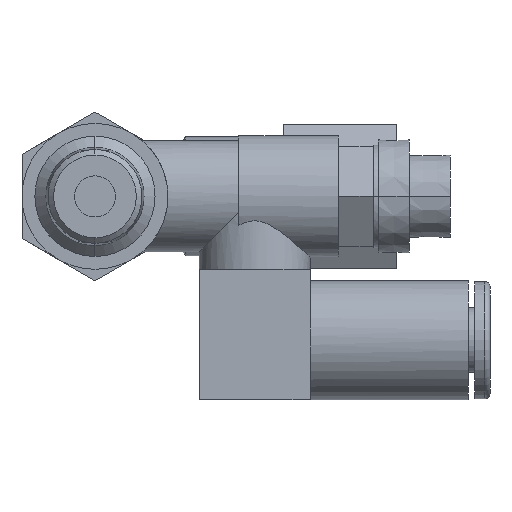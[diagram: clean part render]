
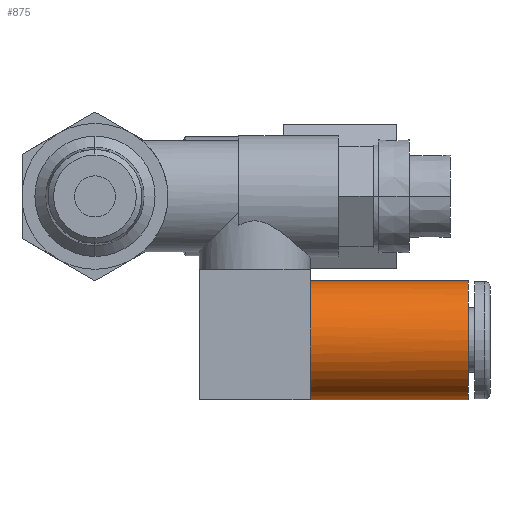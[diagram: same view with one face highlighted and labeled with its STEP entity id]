
A CAD part, front view. The second image highlights one B-rep face of the part: STEP entity #875.
In plain terms, the highlighted cylindrical face has radius 5.8 mm (diameter 11.6 mm), a partial arc.
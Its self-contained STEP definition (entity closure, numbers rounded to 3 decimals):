
#39 = DIRECTION ( 'NONE',  ( 0., 0., 1. ) ) ;
#107 = VERTEX_POINT ( 'NONE', #2868 ) ;
#172 = CARTESIAN_POINT ( 'NONE',  ( 20.94, 9.35, -14. ) ) ;
#215 = DIRECTION ( 'NONE',  ( -1., 0., 0. ) ) ;
#227 = EDGE_CURVE ( 'NONE', #1741, #4032, #3109, .T. ) ;
#625 = CARTESIAN_POINT ( 'NONE',  ( 20.94, 9.326, -19.8 ) ) ;
#678 = VERTEX_POINT ( 'NONE', #998 ) ;
#801 = AXIS2_PLACEMENT_3D ( 'NONE', #2175, #215, #2492 ) ;
#875 = ADVANCED_FACE ( 'NONE', ( #3194 ), #2261, .T. ) ;
#964 = CARTESIAN_POINT ( 'NONE',  ( 20.94, 9.326, -19.8 ) ) ;
#977 = ORIENTED_EDGE ( 'NONE', *, *, #2613, .T. ) ;
#998 = CARTESIAN_POINT ( 'NONE',  ( 20.94, 9.35, -19.8 ) ) ;
#1033 = CARTESIAN_POINT ( 'NONE',  ( 20.94, 3.963, -16.151 ) ) ;
#1068 = CARTESIAN_POINT ( 'NONE',  ( 20.94, 3.963, -11.849 ) ) ;
#1094 = ORIENTED_EDGE ( 'NONE', *, *, #1676, .F. ) ;
#1117 = AXIS2_PLACEMENT_3D ( 'NONE', #1612, #3867, #1939 ) ;
#1210 = CARTESIAN_POINT ( 'NONE',  ( 20.94, 9.35, -8.2 ) ) ;
#1244 = CARTESIAN_POINT ( 'NONE',  ( 20.94, 9.35, -19.8 ) ) ;
#1264 = CIRCLE ( 'NONE', #3471, 5.8 ) ;
#1323 = CARTESIAN_POINT ( 'NONE',  ( 20.94, 9.35, -14. ) ) ;
#1390 = VECTOR ( 'NONE', #3464, 1000. ) ;
#1612 = CARTESIAN_POINT ( 'NONE',  ( 20.94, 9.35, -14. ) ) ;
#1640 = ORIENTED_EDGE ( 'NONE', *, *, #3096, .F. ) ;
#1663 = DIRECTION ( 'NONE',  ( 0., 0., 1. ) ) ;
#1676 = EDGE_CURVE ( 'NONE', #3173, #3654, #1264, .T. ) ;
#1707 = CIRCLE ( 'NONE', #801, 5.8 ) ;
#1729 = EDGE_LOOP ( 'NONE', ( #1640, #3182, #977, #3526, #3051, #1094, #3641 ) ) ;
#1732 = AXIS2_PLACEMENT_3D ( 'NONE', #1837, #2010, #39 ) ;
#1741 = VERTEX_POINT ( 'NONE', #1068 ) ;
#1811 = VERTEX_POINT ( 'NONE', #2398 ) ;
#1837 = CARTESIAN_POINT ( 'NONE',  ( 20.94, 9.35, -14. ) ) ;
#1881 = DIRECTION ( 'NONE',  ( -1., 0., 0. ) ) ;
#1939 = DIRECTION ( 'NONE',  ( 0., 0., 1. ) ) ;
#2010 = DIRECTION ( 'NONE',  ( -1., 0., 0. ) ) ;
#2175 = CARTESIAN_POINT ( 'NONE',  ( 36.34, 9.35, -14. ) ) ;
#2255 = CARTESIAN_POINT ( 'NONE',  ( 20.94, 9.35, -19.8 ) ) ;
#2261 = CYLINDRICAL_SURFACE ( 'NONE', #2676, 5.8 ) ;
#2398 = CARTESIAN_POINT ( 'NONE',  ( 36.34, 9.35, -8.2 ) ) ;
#2448 = LINE ( 'NONE', #1210, #1390 ) ;
#2492 = DIRECTION ( 'NONE',  ( 0., 0., 1. ) ) ;
#2568 = CARTESIAN_POINT ( 'NONE',  ( 20.94, 9.334, -19.8 ) ) ;
#2613 = EDGE_CURVE ( 'NONE', #1811, #4032, #2448, .T. ) ;
#2676 = AXIS2_PLACEMENT_3D ( 'NONE', #172, #4102, #3427 ) ;
#2690 = EDGE_CURVE ( 'NONE', #3654, #1741, #3819, .T. ) ;
#2814 = EDGE_CURVE ( 'NONE', #107, #1811, #1707, .T. ) ;
#2868 = CARTESIAN_POINT ( 'NONE',  ( 36.34, 9.35, -19.8 ) ) ;
#2976 = EDGE_CURVE ( 'NONE', #678, #3173, #3131, .T. ) ;
#3051 = ORIENTED_EDGE ( 'NONE', *, *, #2690, .F. ) ;
#3096 = EDGE_CURVE ( 'NONE', #107, #678, #3460, .T. ) ;
#3109 = CIRCLE ( 'NONE', #1732, 5.8 ) ;
#3131 = B_SPLINE_CURVE_WITH_KNOTS ( 'NONE', 3,
 ( #2255, #4200, #2568, #625 ),
 .UNSPECIFIED., .F., .F.,
 ( 4, 4 ),
 ( 0.5, 1. ),
 .UNSPECIFIED. ) ;
#3173 = VERTEX_POINT ( 'NONE', #964 ) ;
#3182 = ORIENTED_EDGE ( 'NONE', *, *, #2814, .T. ) ;
#3194 = FACE_OUTER_BOUND ( 'NONE', #1729, .T. ) ;
#3356 = VECTOR ( 'NONE', #1881, 1000. ) ;
#3427 = DIRECTION ( 'NONE',  ( 0., 0., 1. ) ) ;
#3460 = LINE ( 'NONE', #1244, #3356 ) ;
#3464 = DIRECTION ( 'NONE',  ( -1., 0., 0. ) ) ;
#3471 = AXIS2_PLACEMENT_3D ( 'NONE', #1323, #3589, #1663 ) ;
#3526 = ORIENTED_EDGE ( 'NONE', *, *, #227, .F. ) ;
#3589 = DIRECTION ( 'NONE',  ( -1., 0., 0. ) ) ;
#3641 = ORIENTED_EDGE ( 'NONE', *, *, #2976, .F. ) ;
#3654 = VERTEX_POINT ( 'NONE', #1033 ) ;
#3784 = CARTESIAN_POINT ( 'NONE',  ( 20.94, 9.35, -8.2 ) ) ;
#3819 = CIRCLE ( 'NONE', #1117, 5.8 ) ;
#3867 = DIRECTION ( 'NONE',  ( -1., 0., 0. ) ) ;
#4032 = VERTEX_POINT ( 'NONE', #3784 ) ;
#4102 = DIRECTION ( 'NONE',  ( -1., 0., 0. ) ) ;
#4200 = CARTESIAN_POINT ( 'NONE',  ( 20.94, 9.342, -19.8 ) ) ;
